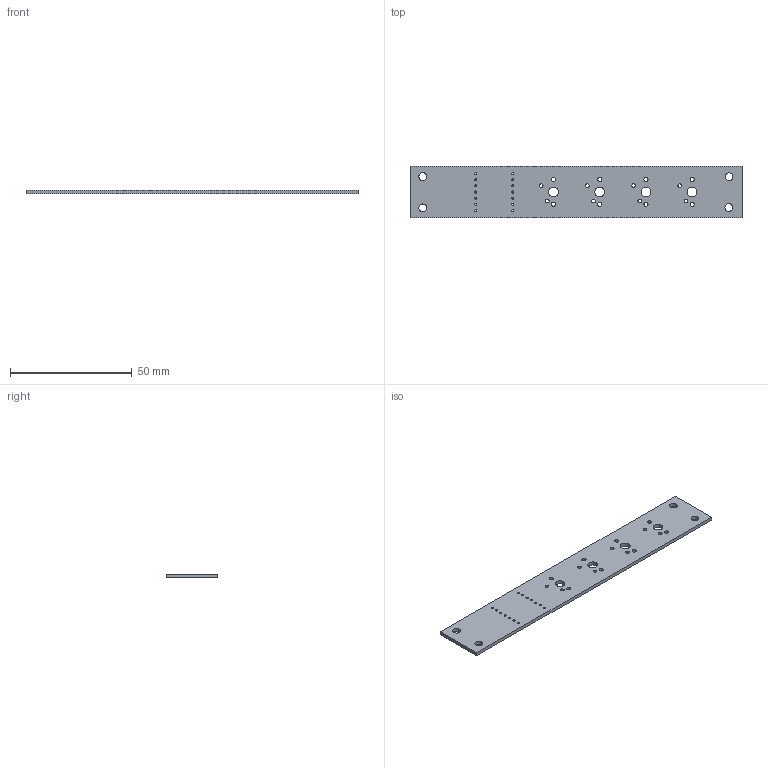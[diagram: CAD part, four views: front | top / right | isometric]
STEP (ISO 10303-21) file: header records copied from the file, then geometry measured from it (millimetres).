
FILE_DESCRIPTION(('KiCad electronic assembly'),'2;1');
FILE_NAME('Deus v3.step','2025-12-22T19:58:48',('Pcbnew'),('Kicad'), 'Open CASCADE STEP processor 7.9','KiCad to STEP converter','Unknown' );
FILE_SCHEMA(('AUTOMOTIVE_DESIGN { 1 0 10303 214 1 1 1 1 }'));
Length unit declared in the file: millimetre
Products named in the file (2): Deus v3 1; Deus v3_PCB
Assembly tree (1 placements, depth 2):
  Deus v3 1
    Deus v3_PCB
Bounding box: 136.52 x 21.1 x 1.51 mm (x, y, z)
Volume: 4162.5 mm3; surface area: 6306.3 mm2
Topology: 1 solids, 1 shells, 44 faces, 126 edges, 84 vertices
Faces by surface type: cylinder 38, plane 6
Full cylindrical faces by diameter (mm): 0.889 x14, 1.5 x8, 1.7 x8, 3.2 x4, 4 x4
Entity records: 1675 total; most frequent: DIRECTION 294, CARTESIAN_POINT 256, ORIENTED_EDGE 252, EDGE_CURVE 126, AXIS2_PLACEMENT_3D 122, FACE_BOUND 120, EDGE_LOOP 120, VERTEX_POINT 84
